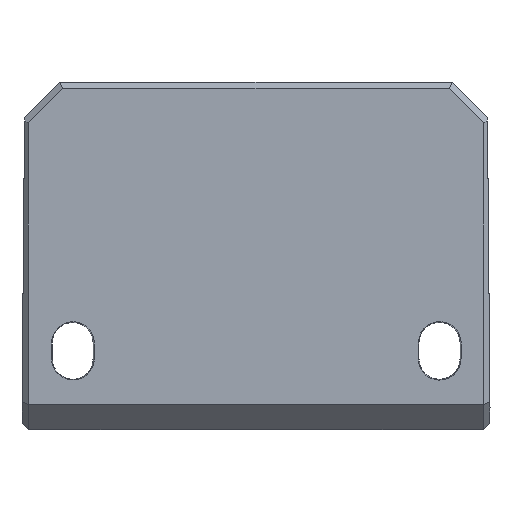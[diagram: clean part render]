
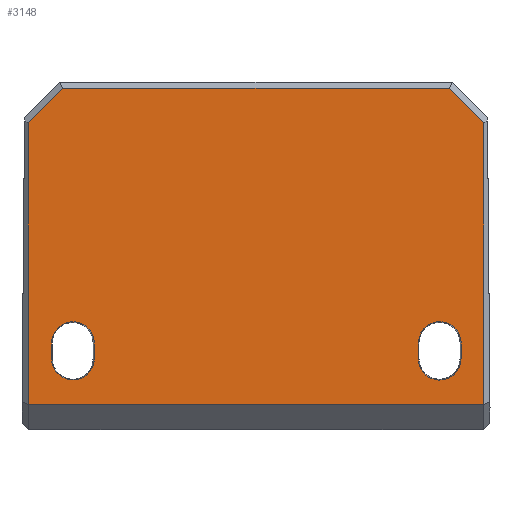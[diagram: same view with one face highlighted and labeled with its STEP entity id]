
A CAD part, front view. The second image highlights one B-rep face of the part: STEP entity #3148.
In plain terms, the highlighted planar face has unit normal (0, -1, 0).
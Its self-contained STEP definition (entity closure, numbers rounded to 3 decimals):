
#312=CARTESIAN_POINT('',(32.428,0.,11.25));
#313=CARTESIAN_POINT('',(32.428,0.,10.977));
#314=CARTESIAN_POINT('',(32.364,0.,10.446));
#315=CARTESIAN_POINT('',(32.073,0.,9.671));
#316=CARTESIAN_POINT('',(31.609,0.,8.998));
#317=CARTESIAN_POINT('',(30.985,0.,8.446));
#318=CARTESIAN_POINT('',(30.267,0.,8.07));
#319=CARTESIAN_POINT('',(29.462,0.,7.873));
#320=CARTESIAN_POINT('',(28.657,0.,7.873));
#321=CARTESIAN_POINT('',(27.852,0.,8.07));
#322=CARTESIAN_POINT('',(27.134,0.,8.446));
#323=CARTESIAN_POINT('',(26.51,0.,8.998));
#324=CARTESIAN_POINT('',(26.047,0.,9.671));
#325=CARTESIAN_POINT('',(25.755,0.,10.446));
#326=CARTESIAN_POINT('',(25.691,0.,10.977));
#327=CARTESIAN_POINT('',(25.691,0.,11.25));
#329=DIRECTION('',(0.,0.,-1.));
#330=VECTOR('',#329,2.5);
#331=CARTESIAN_POINT('',(32.428,0.,13.75));
#332=LINE('',#331,#330);
#333=CARTESIAN_POINT('',(25.691,0.,13.75));
#334=CARTESIAN_POINT('',(25.691,0.,14.023));
#335=CARTESIAN_POINT('',(25.755,0.,14.554));
#336=CARTESIAN_POINT('',(26.047,0.,15.329));
#337=CARTESIAN_POINT('',(26.51,0.,16.002));
#338=CARTESIAN_POINT('',(27.134,0.,16.554));
#339=CARTESIAN_POINT('',(27.852,0.,16.93));
#340=CARTESIAN_POINT('',(28.657,0.,17.127));
#341=CARTESIAN_POINT('',(29.462,0.,17.127));
#342=CARTESIAN_POINT('',(30.267,0.,16.93));
#343=CARTESIAN_POINT('',(30.985,0.,16.554));
#344=CARTESIAN_POINT('',(31.609,0.,16.002));
#345=CARTESIAN_POINT('',(32.073,0.,15.329));
#346=CARTESIAN_POINT('',(32.364,0.,14.554));
#347=CARTESIAN_POINT('',(32.428,0.,14.023));
#348=CARTESIAN_POINT('',(32.428,0.,13.75));
#350=DIRECTION('',(0.,0.,1.));
#351=VECTOR('',#350,2.5);
#352=CARTESIAN_POINT('',(25.691,0.,11.25));
#353=LINE('',#352,#351);
#354=CARTESIAN_POINT('',(-25.585,0.,11.25));
#355=CARTESIAN_POINT('',(-25.585,0.,10.977));
#356=CARTESIAN_POINT('',(-25.649,0.,10.448));
#357=CARTESIAN_POINT('',(-25.94,0.,9.675));
#358=CARTESIAN_POINT('',(-26.402,0.,9.003));
#359=CARTESIAN_POINT('',(-27.024,0.,8.454));
#360=CARTESIAN_POINT('',(-27.741,0.,8.078));
#361=CARTESIAN_POINT('',(-28.543,0.,7.882));
#362=CARTESIAN_POINT('',(-29.346,0.,7.882));
#363=CARTESIAN_POINT('',(-30.149,0.,8.078));
#364=CARTESIAN_POINT('',(-30.865,0.,8.454));
#365=CARTESIAN_POINT('',(-31.487,0.,9.003));
#366=CARTESIAN_POINT('',(-31.95,0.,9.675));
#367=CARTESIAN_POINT('',(-32.24,0.,10.448));
#368=CARTESIAN_POINT('',(-32.304,0.,10.977));
#369=CARTESIAN_POINT('',(-32.304,0.,11.25));
#371=DIRECTION('',(0.,0.,-1.));
#372=VECTOR('',#371,2.5);
#373=CARTESIAN_POINT('',(-25.585,0.,13.75));
#374=LINE('',#373,#372);
#375=CARTESIAN_POINT('',(-32.304,0.,13.75));
#376=CARTESIAN_POINT('',(-32.304,0.,14.023));
#377=CARTESIAN_POINT('',(-32.24,0.,14.552));
#378=CARTESIAN_POINT('',(-31.95,0.,15.325));
#379=CARTESIAN_POINT('',(-31.487,0.,15.997));
#380=CARTESIAN_POINT('',(-30.865,0.,16.546));
#381=CARTESIAN_POINT('',(-30.149,0.,16.922));
#382=CARTESIAN_POINT('',(-29.346,0.,17.118));
#383=CARTESIAN_POINT('',(-28.543,0.,17.118));
#384=CARTESIAN_POINT('',(-27.741,0.,16.922));
#385=CARTESIAN_POINT('',(-27.024,0.,16.546));
#386=CARTESIAN_POINT('',(-26.402,0.,15.997));
#387=CARTESIAN_POINT('',(-25.94,0.,15.325));
#388=CARTESIAN_POINT('',(-25.649,0.,14.552));
#389=CARTESIAN_POINT('',(-25.585,0.,14.023));
#390=CARTESIAN_POINT('',(-25.585,0.,13.75));
#392=DIRECTION('',(0.,0.,1.));
#393=VECTOR('',#392,2.5);
#394=CARTESIAN_POINT('',(-32.304,0.,11.25));
#395=LINE('',#394,#393);
#396=DIRECTION('',(-1.,0.,0.));
#397=VECTOR('',#396,72.002);
#398=CARTESIAN_POINT('',(36.001,0.,3.999));
#399=LINE('',#398,#397);
#400=DIRECTION('',(0.,0.,1.));
#401=VECTOR('',#400,44.587);
#402=CARTESIAN_POINT('',(-36.001,0.,3.999));
#403=LINE('',#402,#401);
#404=DIRECTION('',(-0.707,0.,-0.707));
#405=VECTOR('',#404,7.657);
#406=CARTESIAN_POINT('',(-30.586,0.,54.));
#407=LINE('',#406,#405);
#408=DIRECTION('',(-1.,0.,0.));
#409=VECTOR('',#408,61.172);
#410=CARTESIAN_POINT('',(30.586,0.,54.));
#411=LINE('',#410,#409);
#412=DIRECTION('',(-0.707,0.,0.707));
#413=VECTOR('',#412,7.657);
#414=CARTESIAN_POINT('',(36.,0.,48.586));
#415=LINE('',#414,#413);
#416=DIRECTION('',(0.,0.,-1.));
#417=VECTOR('',#416,44.587);
#418=CARTESIAN_POINT('',(36.,0.,48.586));
#419=LINE('',#418,#417);
#2323=CARTESIAN_POINT('',(36.,0.,48.586));
#2324=CARTESIAN_POINT('',(30.586,0.,54.));
#2325=VERTEX_POINT('',#2323);
#2326=VERTEX_POINT('',#2324);
#2327=CARTESIAN_POINT('',(-30.586,0.,54.));
#2328=VERTEX_POINT('',#2327);
#2329=CARTESIAN_POINT('',(-36.,0.,48.586));
#2330=VERTEX_POINT('',#2329);
#2535=VERTEX_POINT('',#312);
#2536=VERTEX_POINT('',#327);
#2537=CARTESIAN_POINT('',(25.691,0.,13.75));
#2538=VERTEX_POINT('',#2537);
#2539=VERTEX_POINT('',#348);
#2540=VERTEX_POINT('',#354);
#2541=VERTEX_POINT('',#369);
#2542=CARTESIAN_POINT('',(-32.304,0.,13.75));
#2543=VERTEX_POINT('',#2542);
#2544=VERTEX_POINT('',#390);
#2623=CARTESIAN_POINT('',(36.001,0.,3.999));
#2625=VERTEX_POINT('',#2623);
#2675=CARTESIAN_POINT('',(-36.001,0.,
3.999));
#2676=VERTEX_POINT('',#2675);
#3110=CARTESIAN_POINT('',(-37.,0.,55.));
#3111=DIRECTION('',(0.,-1.,0.));
#3112=DIRECTION('',(0.,0.,-1.));
#3113=AXIS2_PLACEMENT_3D('',#3110,#3111,#3112);
#3114=PLANE('',#3113);
#3116=ORIENTED_EDGE('',*,*,#3115,.T.);
#3118=ORIENTED_EDGE('',*,*,#3117,.T.);
#3120=ORIENTED_EDGE('',*,*,#3119,.F.);
#3122=ORIENTED_EDGE('',*,*,#3121,.F.);
#3124=ORIENTED_EDGE('',*,*,#3123,.F.);
#3126=ORIENTED_EDGE('',*,*,#3125,.T.);
#3127=EDGE_LOOP('',(#3116,#3118,#3120,#3122,#3124,#3126));
#3128=FACE_OUTER_BOUND('',#3127,.F.);
#3130=ORIENTED_EDGE('',*,*,#3129,.F.);
#3132=ORIENTED_EDGE('',*,*,#3131,.F.);
#3134=ORIENTED_EDGE('',*,*,#3133,.F.);
#3136=ORIENTED_EDGE('',*,*,#3135,.F.);
#3137=EDGE_LOOP('',(#3130,#3132,#3134,#3136));
#3138=FACE_BOUND('',#3137,.F.);
#3139=ORIENTED_EDGE('',*,*,#3100,.F.);
#3141=ORIENTED_EDGE('',*,*,#3140,.F.);
#3143=ORIENTED_EDGE('',*,*,#3142,.F.);
#3145=ORIENTED_EDGE('',*,*,#3144,.F.);
#3146=EDGE_LOOP('',(#3139,#3141,#3143,#3145));
#3147=FACE_BOUND('',#3146,.F.);
#3148=ADVANCED_FACE('',(#3128,#3138,#3147),#3114,.T.);
#328=B_SPLINE_CURVE_WITH_KNOTS('',3,(#312,#313,#314,#315,#316,#317,#318,#319,
#320,#321,#322,#323,#324,#325,#326,#327),.UNSPECIFIED.,.F.,.F.,(4,1,1,1,1,1,1,1,
1,1,1,1,1,4),(0.,0.077,0.154,0.231,
0.308,0.385,0.462,0.538,
0.615,0.692,0.769,0.846,
0.923,1.),.UNSPECIFIED.);
#349=B_SPLINE_CURVE_WITH_KNOTS('',3,(#333,#334,#335,#336,#337,#338,#339,#340,
#341,#342,#343,#344,#345,#346,#347,#348),.UNSPECIFIED.,.F.,.F.,(4,1,1,1,1,1,1,1,
1,1,1,1,1,4),(0.,0.077,0.154,0.231,
0.308,0.385,0.462,0.538,
0.615,0.692,0.769,0.846,
0.923,1.),.UNSPECIFIED.);
#370=B_SPLINE_CURVE_WITH_KNOTS('',3,(#354,#355,#356,#357,#358,#359,#360,#361,
#362,#363,#364,#365,#366,#367,#368,#369),.UNSPECIFIED.,.F.,.F.,(4,1,1,1,1,1,1,1,
1,1,1,1,1,4),(0.,0.077,0.154,0.231,
0.308,0.385,0.462,0.538,
0.615,0.692,0.769,0.846,
0.923,1.),.UNSPECIFIED.);
#391=B_SPLINE_CURVE_WITH_KNOTS('',3,(#375,#376,#377,#378,#379,#380,#381,#382,
#383,#384,#385,#386,#387,#388,#389,#390),.UNSPECIFIED.,.F.,.F.,(4,1,1,1,1,1,1,1,
1,1,1,1,1,4),(0.,0.077,0.154,0.231,
0.308,0.385,0.462,0.538,
0.615,0.692,0.769,0.846,
0.923,1.),.UNSPECIFIED.);
#3100=EDGE_CURVE('',#2535,#2536,#328,.T.);
#3115=EDGE_CURVE('',#2625,#2676,#399,.T.);
#3117=EDGE_CURVE('',#2676,#2330,#403,.T.);
#3119=EDGE_CURVE('',#2328,#2330,#407,.T.);
#3121=EDGE_CURVE('',#2326,#2328,#411,.T.);
#3123=EDGE_CURVE('',#2325,#2326,#415,.T.);
#3125=EDGE_CURVE('',#2325,#2625,#419,.T.);
#3129=EDGE_CURVE('',#2540,#2541,#370,.T.);
#3131=EDGE_CURVE('',#2544,#2540,#374,.T.);
#3133=EDGE_CURVE('',#2543,#2544,#391,.T.);
#3135=EDGE_CURVE('',#2541,#2543,#395,.T.);
#3140=EDGE_CURVE('',#2539,#2535,#332,.T.);
#3142=EDGE_CURVE('',#2538,#2539,#349,.T.);
#3144=EDGE_CURVE('',#2536,#2538,#353,.T.);
